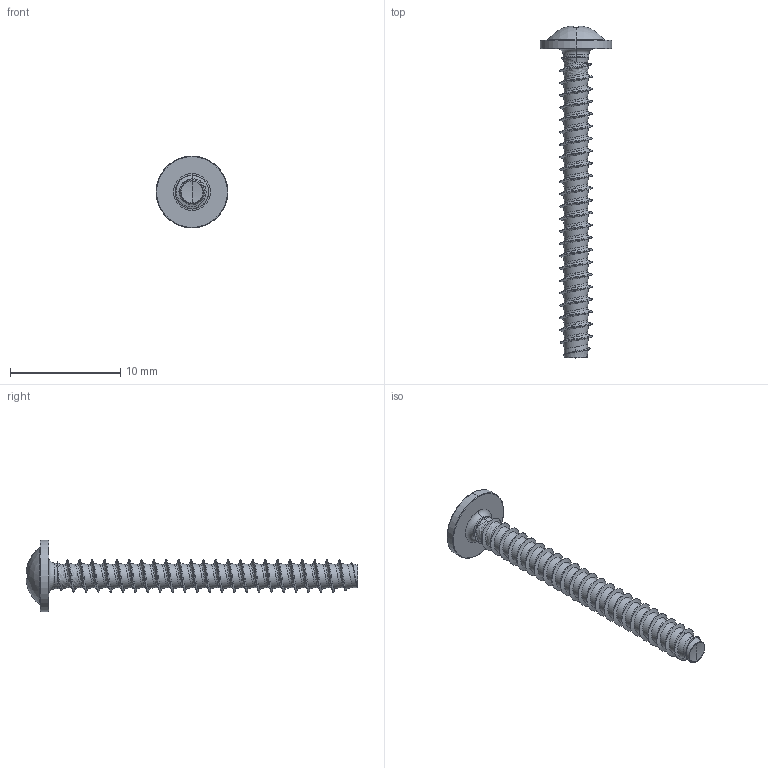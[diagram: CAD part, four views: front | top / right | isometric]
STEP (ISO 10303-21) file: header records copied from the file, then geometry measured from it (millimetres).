
FILE_DESCRIPTION (( 'STEP AP203' ), '1' );
FILE_NAME ('STP310300280.STEP', '2020-09-04T12:26:32', ( '' ), ( '' ), 'SwSTEP 2.0', 'SolidWorks 2015', '' );
FILE_SCHEMA (( 'CONFIG_CONTROL_DESIGN' ));
Length unit declared in the file: millimetre
Products named in the file (2): STP310300280
Bounding box: 6.5 x 30.07 x 6.5 mm (x, y, z)
Volume: 154.3 mm3; surface area: 401 mm2
Topology: 1 solids, 1 shells, 215 faces, 513 edges, 301 vertices
Faces by surface type: cylinder 74, bspline 51, torus 30, sphere 28, plane 23, cone 9
Entity records: 35727 total; most frequent: CARTESIAN_POINT 31157, ORIENTED_EDGE 1022, DIRECTION 827, EDGE_CURVE 511, AXIS2_PLACEMENT_3D 360, VERTEX_POINT 301, EDGE_LOOP 218, ADVANCED_FACE 215
